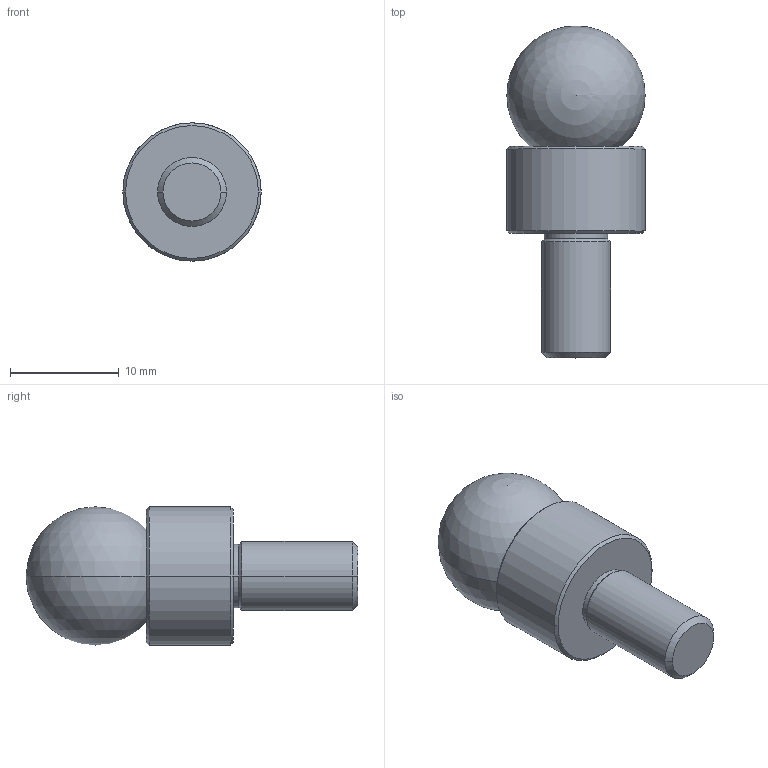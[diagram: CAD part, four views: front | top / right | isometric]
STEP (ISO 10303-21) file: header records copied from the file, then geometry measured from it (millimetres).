
FILE_DESCRIPTION (( 'STEP AP214' ), '1' );
FILE_NAME ('CRT-050_A.STEP', '2023-10-12T19:19:50', ( '' ), ( '' ), 'SwSTEP 2.0', 'SolidWorks 2022', '' );
FILE_SCHEMA (( 'AUTOMOTIVE_DESIGN' ));
Length unit declared in the file: inch
Products named in the file (1): CRT-050_A
Bounding box: 12.7 x 30.48 x 12.7 mm (x, y, z)
Surface area: 1237.3 mm2 (no closed solid volume)
Topology: 0 solids, 3 shells, 19 faces, 43 edges, 27 vertices
Faces by surface type: cone 8, cylinder 6, plane 3, sphere 2
Entity records: 772 total; most frequent: DIRECTION 102, CARTESIAN_POINT 82, ORIENTED_EDGE 70, AXIS2_PLACEMENT_3D 44, EDGE_CURVE 38, VERTEX_POINT 24, CIRCLE 24, EDGE_LOOP 21
